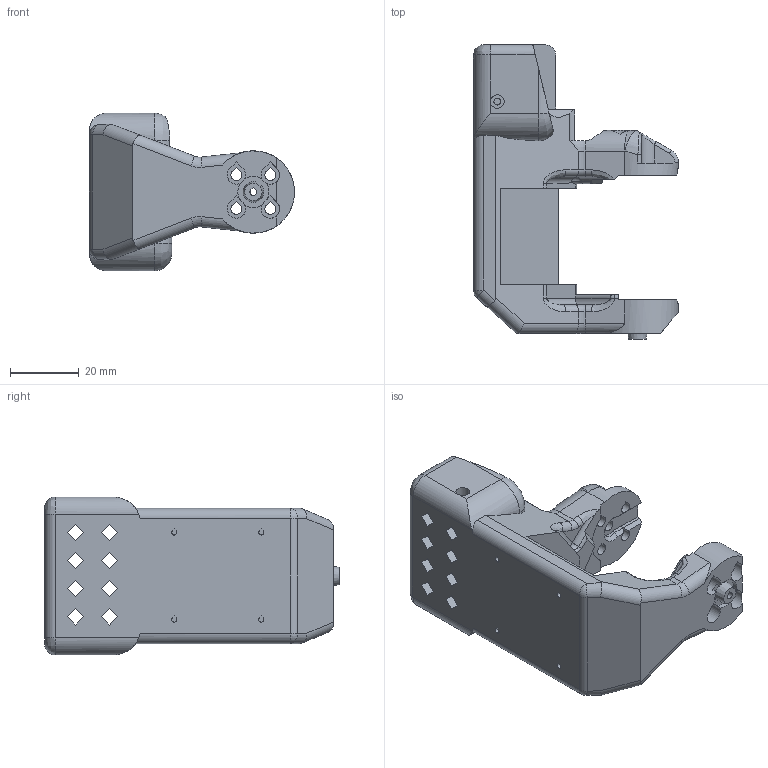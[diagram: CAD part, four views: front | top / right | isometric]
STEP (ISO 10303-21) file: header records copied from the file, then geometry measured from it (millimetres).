
FILE_DESCRIPTION(/* description */ ('','CAx-IF Rec.Pracs.---Representation and Presentation of Product Manufacturing Information (PMI)---4.0---2014-10-13'),/* implementation_level */ '2;1');
FILE_NAME(/* name */ 'Rotation_Pitch_08i v1.step',/* time_stamp */ '2025-01-27T14:26:24+01:00',/* author */ (''),/* organization */ (''),/* preprocessor_version */ 'ST-DEVELOPER v20',/* originating_system */ 'Autodesk Translation Framework v13.20.0.188',/* authorisation */ '');
FILE_SCHEMA (('AP242_MANAGED_MODEL_BASED_3D_ENGINEERING_MIM_LF { 1 0 10303 442 1 1 4 }'));
Length unit declared in the file: millimetre
Products named in the file (1): Rotation_Pitch_08i
Bounding box: 59.8 x 85.9 x 46 mm (x, y, z)
Volume: 68605 mm3; surface area: 18395.8 mm2
Topology: 1 solids, 1 shells, 287 faces, 806 edges, 515 vertices
Faces by surface type: plane 164, cylinder 89, bspline 20, torus 8, cone 3, sphere 3
Full cylindrical faces by diameter (mm): 2 x2, 4 x2
Entity records: 10154 total; most frequent: CARTESIAN_POINT 2615, ORIENTED_EDGE 1608, DIRECTION 1544, EDGE_CURVE 804, LINE 518, VECTOR 518, VERTEX_POINT 515, AXIS2_PLACEMENT_3D 513
